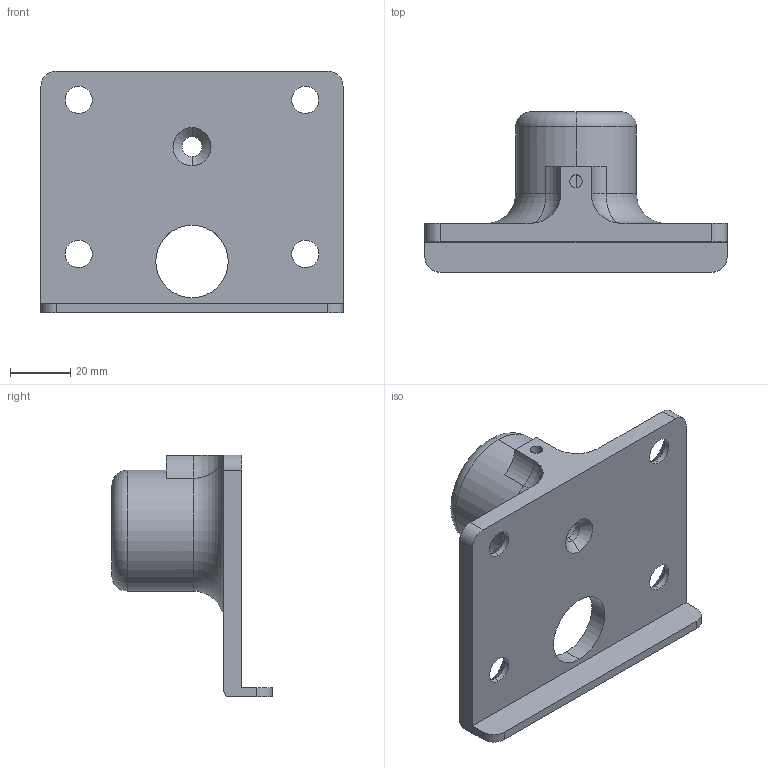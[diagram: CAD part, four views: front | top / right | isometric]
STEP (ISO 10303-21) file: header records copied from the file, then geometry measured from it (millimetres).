
FILE_DESCRIPTION (( 'STEP AP214' ), '1' );
FILE_NAME ('Platine 25 (003-194).STEP', '2017-02-24T13:09:19', ( 'UTILISATEUR' ), ( '' ), 'SwSTEP 2.0', 'SolidWorks 2012', '' );
FILE_SCHEMA (( 'AUTOMOTIVE_DESIGN' ));
Length unit declared in the file: millimetre
Products named in the file (1): Platine 25 (003-194)
Bounding box: 100 x 53 x 80 mm (x, y, z)
Volume: 76080 mm3; surface area: 26779.9 mm2
Topology: 1 solids, 1 shells, 51 faces, 136 edges, 86 vertices
Faces by surface type: cylinder 25, plane 11, cone 10, torus 3, sphere 2
Entity records: 1766 total; most frequent: CARTESIAN_POINT 364, DIRECTION 302, ORIENTED_EDGE 272, EDGE_CURVE 136, AXIS2_PLACEMENT_3D 122, VERTEX_POINT 86, CIRCLE 70, EDGE_LOOP 64
